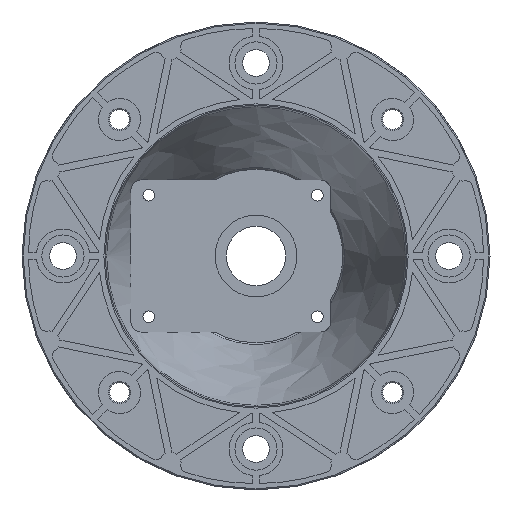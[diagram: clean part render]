
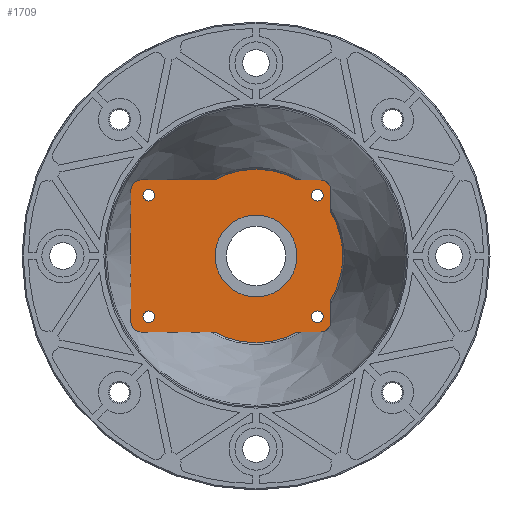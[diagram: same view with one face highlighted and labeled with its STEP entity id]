
A CAD part, left-side view. The second image highlights one B-rep face of the part: STEP entity #1709.
In plain terms, the highlighted planar face has unit normal (-1, 0, 0).
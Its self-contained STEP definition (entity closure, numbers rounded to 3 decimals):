
#1243=CARTESIAN_POINT('',(42.291,-92.103,18.738));
#1244=VERTEX_POINT('',#1243);
#1253=CARTESIAN_POINT('',(42.291,-92.103,28.));
#1254=VERTEX_POINT('',#1253);
#1261=CARTESIAN_POINT('',(42.291,-92.103,18.738));
#1262=DIRECTION('',(0.0,0.0,1.0));
#1263=VECTOR('',#1262,9.262);
#1264=LINE('',#1261,#1263);
#1265=EDGE_CURVE('',#1244,#1254,#1264,.T.);
#1277=CARTESIAN_POINT('',(42.291,-87.603,32.5));
#1278=VERTEX_POINT('',#1277);
#1285=CARTESIAN_POINT('',(42.291,-87.603,28.));
#1286=DIRECTION('',(-1.0,0.,0.0));
#1287=DIRECTION('',(0.0,0.0,1.0));
#1288=AXIS2_PLACEMENT_3D('',#1285,#1286,#1287);
#1289=CIRCLE('',#1288,4.5);
#1290=EDGE_CURVE('',#1254,#1278,#1289,.T.);
#1303=CARTESIAN_POINT('',(42.291,-77.96,32.5));
#1304=VERTEX_POINT('',#1303);
#1311=CARTESIAN_POINT('',(42.291,-87.603,32.5));
#1312=DIRECTION('',(0.0,1.0,0.0));
#1313=VECTOR('',#1312,9.644);
#1314=LINE('',#1311,#1313);
#1315=EDGE_CURVE('',#1278,#1304,#1314,.T.);
#1327=CARTESIAN_POINT('',(42.291,-42.247,32.5));
#1328=VERTEX_POINT('',#1327);
#1335=CARTESIAN_POINT('',(42.291,-60.103,0.));
#1336=DIRECTION('',(-1.0,0.,0.0));
#1337=DIRECTION('',(0.0,0.0,1.0));
#1338=AXIS2_PLACEMENT_3D('',#1335,#1336,#1337);
#1339=CIRCLE('',#1338,37.082);
#1340=EDGE_CURVE('',#1304,#1328,#1339,.T.);
#1353=CARTESIAN_POINT('',(42.291,-11.103,32.5));
#1354=VERTEX_POINT('',#1353);
#1361=CARTESIAN_POINT('',(42.291,-42.247,32.5));
#1362=DIRECTION('',(0.0,1.0,0.0));
#1363=VECTOR('',#1362,31.144);
#1364=LINE('',#1361,#1363);
#1365=EDGE_CURVE('',#1328,#1354,#1364,.T.);
#1377=CARTESIAN_POINT('',(42.291,-6.603,28.));
#1378=VERTEX_POINT('',#1377);
#1385=CARTESIAN_POINT('',(42.291,-11.103,28.));
#1386=DIRECTION('',(-1.0,0.,0.0));
#1387=DIRECTION('',(0.0,0.0,1.0));
#1388=AXIS2_PLACEMENT_3D('',#1385,#1386,#1387);
#1389=CIRCLE('',#1388,4.5);
#1390=EDGE_CURVE('',#1354,#1378,#1389,.T.);
#1403=CARTESIAN_POINT('',(42.291,-6.603,-28.));
#1404=VERTEX_POINT('',#1403);
#1411=CARTESIAN_POINT('',(42.291,-6.603,28.));
#1412=DIRECTION('',(0.0,0.0,-1.0));
#1413=VECTOR('',#1412,56.0);
#1414=LINE('',#1411,#1413);
#1415=EDGE_CURVE('',#1378,#1404,#1414,.T.);
#1427=CARTESIAN_POINT('',(42.291,-11.103,-32.5));
#1428=VERTEX_POINT('',#1427);
#1435=CARTESIAN_POINT('',(42.291,-11.103,-28.));
#1436=DIRECTION('',(-1.0,0.,0.0));
#1437=DIRECTION('',(0.0,0.0,1.0));
#1438=AXIS2_PLACEMENT_3D('',#1435,#1436,#1437);
#1439=CIRCLE('',#1438,4.5);
#1440=EDGE_CURVE('',#1404,#1428,#1439,.T.);
#1453=CARTESIAN_POINT('',(42.291,-42.247,-32.5));
#1454=VERTEX_POINT('',#1453);
#1461=CARTESIAN_POINT('',(42.291,-11.103,-32.5));
#1462=DIRECTION('',(0.0,-1.0,0.0));
#1463=VECTOR('',#1462,31.144);
#1464=LINE('',#1461,#1463);
#1465=EDGE_CURVE('',#1428,#1454,#1464,.T.);
#1477=CARTESIAN_POINT('',(42.291,-77.96,-32.5));
#1478=VERTEX_POINT('',#1477);
#1485=CARTESIAN_POINT('',(42.291,-60.103,0.));
#1486=DIRECTION('',(-1.0,0.,0.0));
#1487=DIRECTION('',(0.0,0.0,1.0));
#1488=AXIS2_PLACEMENT_3D('',#1485,#1486,#1487);
#1489=CIRCLE('',#1488,37.082);
#1490=EDGE_CURVE('',#1454,#1478,#1489,.T.);
#1503=CARTESIAN_POINT('',(42.291,-87.603,-32.5));
#1504=VERTEX_POINT('',#1503);
#1511=CARTESIAN_POINT('',(42.291,-77.96,-32.5));
#1512=DIRECTION('',(0.0,-1.0,0.0));
#1513=VECTOR('',#1512,9.644);
#1514=LINE('',#1511,#1513);
#1515=EDGE_CURVE('',#1478,#1504,#1514,.T.);
#1527=CARTESIAN_POINT('',(42.291,-92.103,-28.));
#1528=VERTEX_POINT('',#1527);
#1535=CARTESIAN_POINT('',(42.291,-87.603,-28.));
#1536=DIRECTION('',(-1.0,0.,0.0));
#1537=DIRECTION('',(0.0,0.0,1.0));
#1538=AXIS2_PLACEMENT_3D('',#1535,#1536,#1537);
#1539=CIRCLE('',#1538,4.5);
#1540=EDGE_CURVE('',#1504,#1528,#1539,.T.);
#1553=CARTESIAN_POINT('',(42.291,-92.103,-18.738));
#1554=VERTEX_POINT('',#1553);
#1561=CARTESIAN_POINT('',(42.291,-92.103,-28.));
#1562=DIRECTION('',(0.0,0.0,1.0));
#1563=VECTOR('',#1562,9.262);
#1564=LINE('',#1561,#1563);
#1565=EDGE_CURVE('',#1528,#1554,#1564,.T.);
#1578=CARTESIAN_POINT('',(42.291,-60.103,0.));
#1579=DIRECTION('',(-1.0,0.,0.0));
#1580=DIRECTION('',(0.0,0.0,1.0));
#1581=AXIS2_PLACEMENT_3D('',#1578,#1579,#1580);
#1582=CIRCLE('',#1581,37.082);
#1583=EDGE_CURVE('',#1554,#1244,#1582,.T.);
#1588=CARTESIAN_POINT('',(42.291,-6.592,-37.093));
#1589=DIRECTION('',(1.0,0.0,0.0));
#1590=DIRECTION('',(0.0,0.0,1.0));
#1591=AXIS2_PLACEMENT_3D('',#1588,#1589,#1590);
#1592=PLANE('',#1591);
#1593=ORIENTED_EDGE('',*,*,#1440,.T.);
#1594=ORIENTED_EDGE('',*,*,#1465,.T.);
#1595=ORIENTED_EDGE('',*,*,#1490,.T.);
#1596=ORIENTED_EDGE('',*,*,#1515,.T.);
#1597=ORIENTED_EDGE('',*,*,#1540,.T.);
#1598=ORIENTED_EDGE('',*,*,#1565,.T.);
#1599=ORIENTED_EDGE('',*,*,#1583,.T.);
#1600=ORIENTED_EDGE('',*,*,#1265,.T.);
#1601=ORIENTED_EDGE('',*,*,#1290,.T.);
#1602=ORIENTED_EDGE('',*,*,#1315,.T.);
#1603=ORIENTED_EDGE('',*,*,#1340,.T.);
#1604=ORIENTED_EDGE('',*,*,#1365,.T.);
#1605=ORIENTED_EDGE('',*,*,#1390,.T.);
#1606=ORIENTED_EDGE('',*,*,#1415,.T.);
#1607=EDGE_LOOP('',(#1593,#1594,#1595,#1596,#1597,#1598,#1599,#1600,#1601,#1602,#1603,#1604,#1605,#1606));
#1608=FACE_OUTER_BOUND('',#1607,.T.);
#1609=CARTESIAN_POINT('',(42.291,-72.478,-12.374));
#1610=VERTEX_POINT('',#1609);
#1611=CARTESIAN_POINT('',(42.291,-47.729,12.374));
#1612=VERTEX_POINT('',#1611);
#1613=CARTESIAN_POINT('',(42.291,-60.103,0.));
#1614=DIRECTION('',(-1.0,0.,0.));
#1615=DIRECTION('',(0.,0.707,0.707));
#1616=AXIS2_PLACEMENT_3D('',#1613,#1614,#1615);
#1617=CIRCLE('',#1616,17.5);
#1618=EDGE_CURVE('',#1610,#1612,#1617,.T.);
#1619=ORIENTED_EDGE('',*,*,#1618,.F.);
#1620=CARTESIAN_POINT('',(42.291,-60.103,0.));
#1621=DIRECTION('',(-1.0,0.,0.));
#1622=DIRECTION('',(0.,0.707,0.707));
#1623=AXIS2_PLACEMENT_3D('',#1620,#1621,#1622);
#1624=CIRCLE('',#1623,17.5);
#1625=EDGE_CURVE('',#1612,#1610,#1624,.T.);
#1626=ORIENTED_EDGE('',*,*,#1625,.F.);
#1627=EDGE_LOOP('',(#1619,#1626));
#1628=FACE_BOUND('',#1627,.T.);
#1629=CARTESIAN_POINT('',(42.291,-86.303,28.5));
#1630=VERTEX_POINT('',#1629);
#1631=CARTESIAN_POINT('',(42.291,-86.303,23.5));
#1632=VERTEX_POINT('',#1631);
#1633=CARTESIAN_POINT('',(42.291,-86.303,26.0));
#1634=DIRECTION('',(1.0,0.,0.0));
#1635=DIRECTION('',(0.0,0.0,1.0));
#1636=AXIS2_PLACEMENT_3D('',#1633,#1634,#1635);
#1637=CIRCLE('',#1636,2.5);
#1638=EDGE_CURVE('',#1630,#1632,#1637,.T.);
#1639=ORIENTED_EDGE('',*,*,#1638,.T.);
#1640=CARTESIAN_POINT('',(42.291,-86.303,26.0));
#1641=DIRECTION('',(1.0,0.,0.0));
#1642=DIRECTION('',(0.0,0.0,1.0));
#1643=AXIS2_PLACEMENT_3D('',#1640,#1641,#1642);
#1644=CIRCLE('',#1643,2.5);
#1645=EDGE_CURVE('',#1632,#1630,#1644,.T.);
#1646=ORIENTED_EDGE('',*,*,#1645,.T.);
#1647=EDGE_LOOP('',(#1639,#1646));
#1648=FACE_BOUND('',#1647,.T.);
#1649=CARTESIAN_POINT('',(42.291,-86.303,-23.5));
#1650=VERTEX_POINT('',#1649);
#1651=CARTESIAN_POINT('',(42.291,-86.303,-28.5));
#1652=VERTEX_POINT('',#1651);
#1653=CARTESIAN_POINT('',(42.291,-86.303,-26.));
#1654=DIRECTION('',(1.0,0.,0.0));
#1655=DIRECTION('',(0.0,0.0,1.0));
#1656=AXIS2_PLACEMENT_3D('',#1653,#1654,#1655);
#1657=CIRCLE('',#1656,2.5);
#1658=EDGE_CURVE('',#1650,#1652,#1657,.T.);
#1659=ORIENTED_EDGE('',*,*,#1658,.T.);
#1660=CARTESIAN_POINT('',(42.291,-86.303,-26.));
#1661=DIRECTION('',(1.0,0.,0.0));
#1662=DIRECTION('',(0.0,0.0,1.0));
#1663=AXIS2_PLACEMENT_3D('',#1660,#1661,#1662);
#1664=CIRCLE('',#1663,2.5);
#1665=EDGE_CURVE('',#1652,#1650,#1664,.T.);
#1666=ORIENTED_EDGE('',*,*,#1665,.T.);
#1667=EDGE_LOOP('',(#1659,#1666));
#1668=FACE_BOUND('',#1667,.T.);
#1669=CARTESIAN_POINT('',(42.291,-14.303,-23.5));
#1670=VERTEX_POINT('',#1669);
#1671=CARTESIAN_POINT('',(42.291,-14.303,-28.5));
#1672=VERTEX_POINT('',#1671);
#1673=CARTESIAN_POINT('',(42.291,-14.303,-26.));
#1674=DIRECTION('',(1.0,0.,0.0));
#1675=DIRECTION('',(0.0,0.0,1.0));
#1676=AXIS2_PLACEMENT_3D('',#1673,#1674,#1675);
#1677=CIRCLE('',#1676,2.5);
#1678=EDGE_CURVE('',#1670,#1672,#1677,.T.);
#1679=ORIENTED_EDGE('',*,*,#1678,.T.);
#1680=CARTESIAN_POINT('',(42.291,-14.303,-26.));
#1681=DIRECTION('',(1.0,0.,0.0));
#1682=DIRECTION('',(0.0,0.0,1.0));
#1683=AXIS2_PLACEMENT_3D('',#1680,#1681,#1682);
#1684=CIRCLE('',#1683,2.5);
#1685=EDGE_CURVE('',#1672,#1670,#1684,.T.);
#1686=ORIENTED_EDGE('',*,*,#1685,.T.);
#1687=EDGE_LOOP('',(#1679,#1686));
#1688=FACE_BOUND('',#1687,.T.);
#1689=CARTESIAN_POINT('',(42.291,-14.303,28.5));
#1690=VERTEX_POINT('',#1689);
#1691=CARTESIAN_POINT('',(42.291,-14.303,23.5));
#1692=VERTEX_POINT('',#1691);
#1693=CARTESIAN_POINT('',(42.291,-14.303,26.));
#1694=DIRECTION('',(1.0,0.,0.0));
#1695=DIRECTION('',(0.0,0.0,1.0));
#1696=AXIS2_PLACEMENT_3D('',#1693,#1694,#1695);
#1697=CIRCLE('',#1696,2.5);
#1698=EDGE_CURVE('',#1690,#1692,#1697,.T.);
#1699=ORIENTED_EDGE('',*,*,#1698,.T.);
#1700=CARTESIAN_POINT('',(42.291,-14.303,26.));
#1701=DIRECTION('',(1.0,0.,0.0));
#1702=DIRECTION('',(0.0,0.0,1.0));
#1703=AXIS2_PLACEMENT_3D('',#1700,#1701,#1702);
#1704=CIRCLE('',#1703,2.5);
#1705=EDGE_CURVE('',#1692,#1690,#1704,.T.);
#1706=ORIENTED_EDGE('',*,*,#1705,.T.);
#1707=EDGE_LOOP('',(#1699,#1706));
#1708=FACE_BOUND('',#1707,.T.);
#1709=ADVANCED_FACE('',(#1608,#1628,#1648,#1668,#1688,#1708),#1592,.F.);
